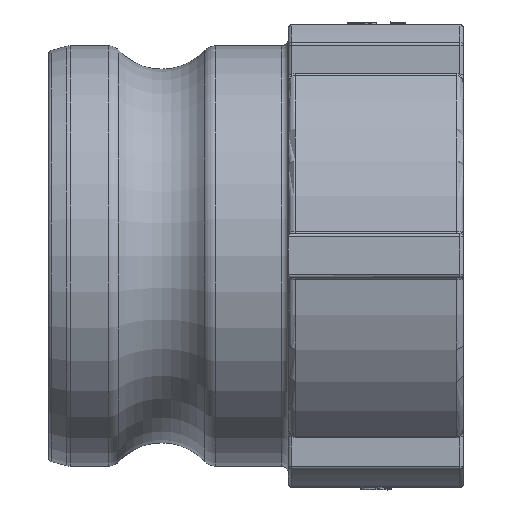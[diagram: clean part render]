
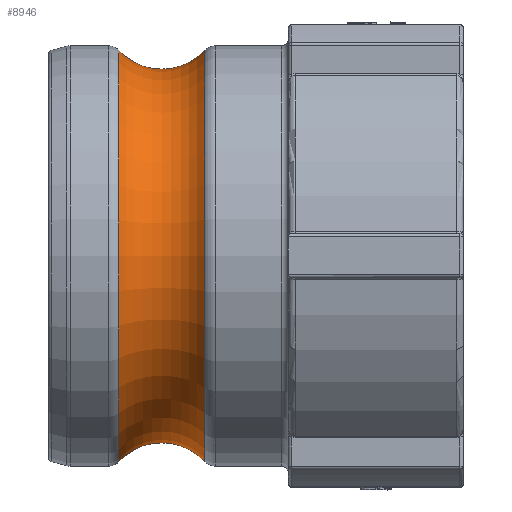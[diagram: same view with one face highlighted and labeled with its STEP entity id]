
A CAD part, top view. The second image highlights one B-rep face of the part: STEP entity #8946.
In plain terms, the highlighted toroidal (fillet/blend) face has major radius 53.365 mm and minor radius 12.7 mm.
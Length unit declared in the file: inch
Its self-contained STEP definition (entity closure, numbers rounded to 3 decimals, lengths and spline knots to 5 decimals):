
#410=TOROIDAL_SURFACE('',#9722,2.101,0.5);
#1164=FACE_OUTER_BOUND('',#1739,.T.);
#1739=EDGE_LOOP('',(#8396,#8397,#8398,#8399));
#1938=CIRCLE('',#9316,1.761);
#1939=CIRCLE('',#9318,1.761);
#2091=CIRCLE('',#9723,0.5);
#3846=VERTEX_POINT('',#16189);
#3847=VERTEX_POINT('',#16193);
#4876=EDGE_CURVE('',#3846,#3846,#1938,.T.);
#4877=EDGE_CURVE('',#3847,#3847,#1939,.T.);
#5729=EDGE_CURVE('',#3847,#3846,#2091,.T.);
#8396=ORIENTED_EDGE('',*,*,#4877,.F.);
#8397=ORIENTED_EDGE('',*,*,#5729,.T.);
#8398=ORIENTED_EDGE('',*,*,#4876,.F.);
#8399=ORIENTED_EDGE('',*,*,#5729,.F.);
#8946=ADVANCED_FACE('',(#1164),#410,.F.);
#9316=AXIS2_PLACEMENT_3D('',#16191,#10550,#10551);
#9318=AXIS2_PLACEMENT_3D('',#16194,#10554,#10555);
#9722=AXIS2_PLACEMENT_3D('',#23199,#11766,#11767);
#9723=AXIS2_PLACEMENT_3D('',#23200,#11768,#11769);
#10550=DIRECTION('center_axis',(1.,0.,0.));
#10551=DIRECTION('ref_axis',(0.,-1.,0.));
#10554=DIRECTION('center_axis',(-1.,0.,0.));
#10555=DIRECTION('ref_axis',(0.,-1.,0.));
#11766=DIRECTION('center_axis',(1.,0.,0.));
#11767=DIRECTION('ref_axis',(0.,0.,-1.));
#11768=DIRECTION('center_axis',(0.,-1.,0.));
#11769=DIRECTION('ref_axis',(0.,0.,1.));
#16189=CARTESIAN_POINT('',(1.33661,0.,1.761));
#16191=CARTESIAN_POINT('Origin',(1.33661,0.,0.));
#16193=CARTESIAN_POINT('',(0.60339,0.,1.761));
#16194=CARTESIAN_POINT('Origin',(0.60339,0.,0.));
#23199=CARTESIAN_POINT('Origin',(0.97,0.,0.));
#23200=CARTESIAN_POINT('Origin',(0.97,0.,2.101));
